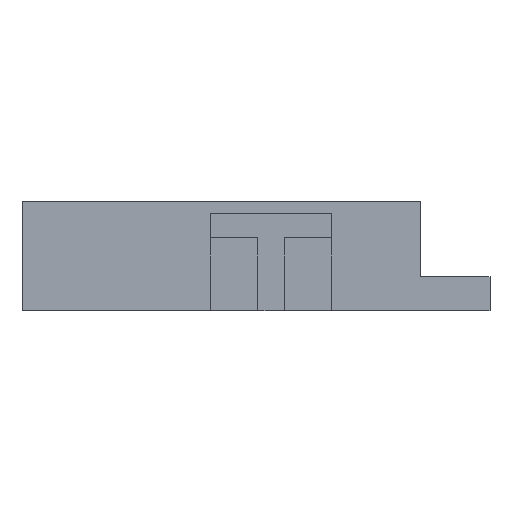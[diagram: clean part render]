
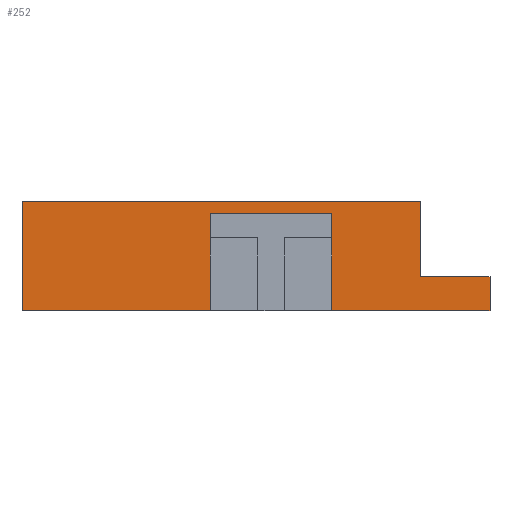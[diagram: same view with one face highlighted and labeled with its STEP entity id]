
A CAD part, front view. The second image highlights one B-rep face of the part: STEP entity #252.
In plain terms, the highlighted planar face has unit normal (0, -1, 0).
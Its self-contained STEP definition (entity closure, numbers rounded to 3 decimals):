
#252 = ADVANCED_FACE ( 'NONE', ( #295 ), #3460, .F. ) ;
#266 = CARTESIAN_POINT ( 'NONE',  ( 29.5, -8.5, 9. ) ) ;
#295 = FACE_OUTER_BOUND ( 'NONE', #2524, .T. ) ;
#416 = CARTESIAN_POINT ( 'NONE',  ( 62.3, -8.5, -0.4 ) ) ;
#476 = CARTESIAN_POINT ( 'NONE',  ( 68., -8.5, 2.8 ) ) ;
#527 = DIRECTION ( 'NONE',  ( 0., 0., 1. ) ) ;
#841 = VECTOR ( 'NONE', #4982, 1000. ) ;
#864 = LINE ( 'NONE', #1544, #1145 ) ;
#878 = DIRECTION ( 'NONE',  ( -1., 0., 0. ) ) ;
#886 = LINE ( 'NONE', #5035, #841 ) ;
#1005 = DIRECTION ( 'NONE',  ( 1., 0., 0. ) ) ;
#1048 = CARTESIAN_POINT ( 'NONE',  ( 29.5, -8.5, 9. ) ) ;
#1088 = CARTESIAN_POINT ( 'NONE',  ( 45., -8.5, 8. ) ) ;
#1096 = LINE ( 'NONE', #6101, #1930 ) ;
#1145 = VECTOR ( 'NONE', #878, 1000. ) ;
#1157 = CARTESIAN_POINT ( 'NONE',  ( 29.5, -8.5, 0. ) ) ;
#1189 = DIRECTION ( 'NONE',  ( 0., 0., 1. ) ) ;
#1202 = CARTESIAN_POINT ( 'NONE',  ( 29.5, -8.5, 0. ) ) ;
#1204 = LINE ( 'NONE', #1202, #1802 ) ;
#1217 = CARTESIAN_POINT ( 'NONE',  ( 55., -8.5, 0. ) ) ;
#1268 = CARTESIAN_POINT ( 'NONE',  ( 45., -8.5, 0. ) ) ;
#1302 = VERTEX_POINT ( 'NONE', #5904 ) ;
#1465 = VECTOR ( 'NONE', #527, 1000. ) ;
#1483 = LINE ( 'NONE', #416, #1465 ) ;
#1544 = CARTESIAN_POINT ( 'NONE',  ( 0., -8.5, 0. ) ) ;
#1802 = VECTOR ( 'NONE', #1189, 1000. ) ;
#1930 = VECTOR ( 'NONE', #5050, 1000. ) ;
#2284 = EDGE_CURVE ( 'NONE', #2992, #2411, #1096, .T. ) ;
#2286 = AXIS2_PLACEMENT_3D ( 'NONE', #3439, #3476, #3486 ) ;
#2301 = EDGE_CURVE ( 'NONE', #3087, #4344, #864, .T. ) ;
#2349 = EDGE_CURVE ( 'NONE', #4401, #5138, #1204, .T. ) ;
#2378 = EDGE_CURVE ( 'NONE', #5138, #2890, #5652, .T. ) ;
#2407 = CARTESIAN_POINT ( 'NONE',  ( 68., -8.5, 0. ) ) ;
#2411 = VERTEX_POINT ( 'NONE', #1088 ) ;
#2453 = VERTEX_POINT ( 'NONE', #476 ) ;
#2470 = EDGE_CURVE ( 'NONE', #1302, #2890, #1483, .T. ) ;
#2504 = ORIENTED_EDGE ( 'NONE', *, *, #2470, .T. ) ;
#2524 = EDGE_LOOP ( 'NONE', ( #2994, #3066, #3014, #3026, #2661, #2625, #2981, #2676, #3929, #2504 ) ) ;
#2625 = ORIENTED_EDGE ( 'NONE', *, *, #2740, .T. ) ;
#2661 = ORIENTED_EDGE ( 'NONE', *, *, #2284, .F. ) ;
#2676 = ORIENTED_EDGE ( 'NONE', *, *, #3827, .F. ) ;
#2740 = EDGE_CURVE ( 'NONE', #2992, #4344, #886, .T. ) ;
#2890 = VERTEX_POINT ( 'NONE', #4222 ) ;
#2981 = ORIENTED_EDGE ( 'NONE', *, *, #2301, .F. ) ;
#2992 = VERTEX_POINT ( 'NONE', #3542 ) ;
#2994 = ORIENTED_EDGE ( 'NONE', *, *, #2378, .F. ) ;
#3014 = ORIENTED_EDGE ( 'NONE', *, *, #3951, .T. ) ;
#3026 = ORIENTED_EDGE ( 'NONE', *, *, #3925, .T. ) ;
#3066 = ORIENTED_EDGE ( 'NONE', *, *, #2349, .F. ) ;
#3087 = VERTEX_POINT ( 'NONE', #2407 ) ;
#3214 = VERTEX_POINT ( 'NONE', #1268 ) ;
#3368 = DIRECTION ( 'NONE',  ( 1., 0., 0. ) ) ;
#3377 = CARTESIAN_POINT ( 'NONE',  ( 0., -8.5, 0. ) ) ;
#3431 = DIRECTION ( 'NONE',  ( 0., 0., 1. ) ) ;
#3439 = CARTESIAN_POINT ( 'NONE',  ( 1., -8.5, -0.4 ) ) ;
#3442 = CARTESIAN_POINT ( 'NONE',  ( 45., -8.5, 6. ) ) ;
#3460 = PLANE ( 'NONE',  #2286 ) ;
#3476 = DIRECTION ( 'NONE',  ( 0., 1., 0. ) ) ;
#3486 = DIRECTION ( 'NONE',  ( 0., 0., 1. ) ) ;
#3542 = CARTESIAN_POINT ( 'NONE',  ( 55., -8.5, 8. ) ) ;
#3809 = EDGE_CURVE ( 'NONE', #2453, #1302, #4910, .T. ) ;
#3827 = EDGE_CURVE ( 'NONE', #2453, #3087, #4930, .T. ) ;
#3925 = EDGE_CURVE ( 'NONE', #3214, #2411, #4487, .T. ) ;
#3929 = ORIENTED_EDGE ( 'NONE', *, *, #3809, .T. ) ;
#3951 = EDGE_CURVE ( 'NONE', #4401, #3214, #4470, .T. ) ;
#4200 = DIRECTION ( 'NONE',  ( 0., 0., -1. ) ) ;
#4217 = CARTESIAN_POINT ( 'NONE',  ( 68., -8.5, 9.8 ) ) ;
#4222 = CARTESIAN_POINT ( 'NONE',  ( 62.3, -8.5, 9. ) ) ;
#4272 = DIRECTION ( 'NONE',  ( -1., 0., 0. ) ) ;
#4278 = CARTESIAN_POINT ( 'NONE',  ( 59., -8.5, 2.8 ) ) ;
#4344 = VERTEX_POINT ( 'NONE', #1217 ) ;
#4375 = VECTOR ( 'NONE', #1005, 1000. ) ;
#4401 = VERTEX_POINT ( 'NONE', #1157 ) ;
#4460 = VECTOR ( 'NONE', #3368, 1000. ) ;
#4470 = LINE ( 'NONE', #3377, #4460 ) ;
#4487 = LINE ( 'NONE', #3442, #4515 ) ;
#4515 = VECTOR ( 'NONE', #3431, 1000. ) ;
#4800 = VECTOR ( 'NONE', #4200, 1000. ) ;
#4868 = VECTOR ( 'NONE', #4272, 1000. ) ;
#4910 = LINE ( 'NONE', #4278, #4868 ) ;
#4930 = LINE ( 'NONE', #4217, #4800 ) ;
#4982 = DIRECTION ( 'NONE',  ( 0., 0., -1. ) ) ;
#5035 = CARTESIAN_POINT ( 'NONE',  ( 55., -8.5, 6. ) ) ;
#5050 = DIRECTION ( 'NONE',  ( -1., 0., 0. ) ) ;
#5138 = VERTEX_POINT ( 'NONE', #266 ) ;
#5652 = LINE ( 'NONE', #1048, #4375 ) ;
#5904 = CARTESIAN_POINT ( 'NONE',  ( 62.3, -8.5, 2.8 ) ) ;
#6101 = CARTESIAN_POINT ( 'NONE',  ( 0., -8.5, 8. ) ) ;
